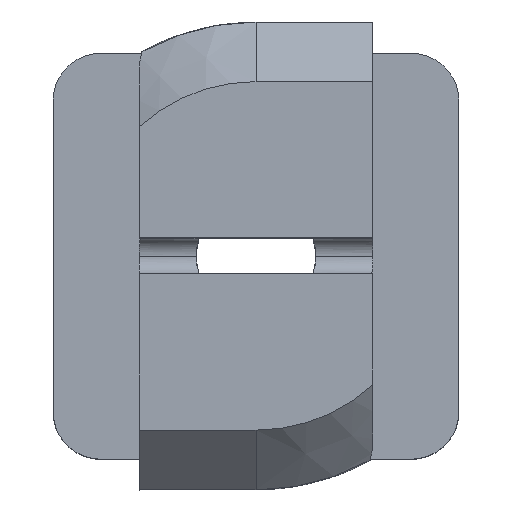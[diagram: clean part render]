
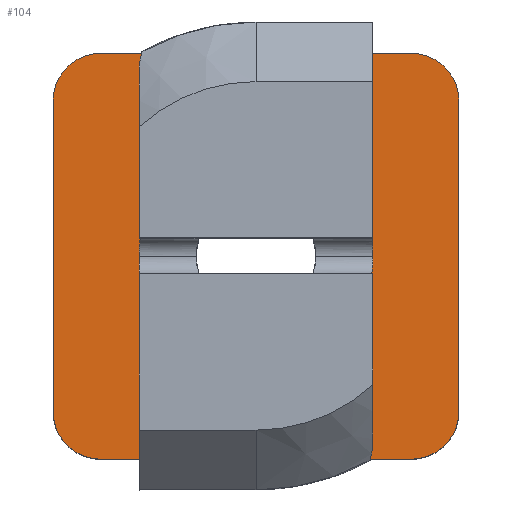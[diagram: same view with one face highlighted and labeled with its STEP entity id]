
A CAD part, top view. The second image highlights one B-rep face of the part: STEP entity #104.
In plain terms, the highlighted planar face has unit normal (0, 0, 1).
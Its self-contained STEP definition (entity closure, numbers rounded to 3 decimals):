
#104=ADVANCED_FACE('',(#271,#272),#273,.F.);
#271=FACE_OUTER_BOUND('',#507,.T.);
#272=FACE_BOUND('',#508,.T.);
#273=PLANE('',#509);
#507=EDGE_LOOP('',(#758,#759,#760,#761,#762,#763,#764,#765));
#508=EDGE_LOOP('',(#766,#767,#768,#769,#770,#771));
#509=AXIS2_PLACEMENT_3D('',#772,#773,#774);
#758=ORIENTED_EDGE('',*,*,#1469,.F.);
#759=ORIENTED_EDGE('',*,*,#1470,.F.);
#760=ORIENTED_EDGE('',*,*,#1471,.F.);
#761=ORIENTED_EDGE('',*,*,#1472,.F.);
#762=ORIENTED_EDGE('',*,*,#1473,.F.);
#763=ORIENTED_EDGE('',*,*,#1474,.F.);
#764=ORIENTED_EDGE('',*,*,#1475,.F.);
#765=ORIENTED_EDGE('',*,*,#1476,.F.);
#766=ORIENTED_EDGE('',*,*,#1477,.F.);
#767=ORIENTED_EDGE('',*,*,#1478,.F.);
#768=ORIENTED_EDGE('',*,*,#1479,.F.);
#769=ORIENTED_EDGE('',*,*,#1480,.F.);
#770=ORIENTED_EDGE('',*,*,#1481,.F.);
#771=ORIENTED_EDGE('',*,*,#1482,.F.);
#772=CARTESIAN_POINT('',(0.0,0.0,0.0));
#773=DIRECTION('',(0.0,0.0,-1.0));
#774=DIRECTION('',(1.0,0.0,0.0));
#1469=EDGE_CURVE('',#1773,#1774,#1775,.T.);
#1470=EDGE_CURVE('',#1776,#1773,#1777,.T.);
#1471=EDGE_CURVE('',#1778,#1776,#1779,.T.);
#1472=EDGE_CURVE('',#1780,#1778,#1781,.T.);
#1473=EDGE_CURVE('',#1782,#1780,#1783,.T.);
#1474=EDGE_CURVE('',#1784,#1782,#1785,.T.);
#1475=EDGE_CURVE('',#1786,#1784,#1787,.T.);
#1476=EDGE_CURVE('',#1774,#1786,#1788,.T.);
#1477=EDGE_CURVE('',#1789,#1790,#1791,.T.);
#1478=EDGE_CURVE('',#1792,#1789,#1793,.T.);
#1479=EDGE_CURVE('',#1794,#1792,#1795,.T.);
#1480=EDGE_CURVE('',#1796,#1794,#1797,.T.);
#1481=EDGE_CURVE('',#1798,#1796,#1799,.T.);
#1482=EDGE_CURVE('',#1790,#1798,#1800,.T.);
#1773=VERTEX_POINT('',#2271);
#1774=VERTEX_POINT('',#2272);
#1775=CIRCLE('',#2273,2.0);
#1776=VERTEX_POINT('',#2274);
#1777=LINE('',#2275,#2276);
#1778=VERTEX_POINT('',#2277);
#1779=CIRCLE('',#2278,2.0);
#1780=VERTEX_POINT('',#2279);
#1781=LINE('',#2280,#2281);
#1782=VERTEX_POINT('',#2282);
#1783=CIRCLE('',#2283,2.0);
#1784=VERTEX_POINT('',#2284);
#1785=LINE('',#2285,#2286);
#1786=VERTEX_POINT('',#2287);
#1787=CIRCLE('',#2288,2.0);
#1788=LINE('',#2289,#2290);
#1789=VERTEX_POINT('',#2291);
#1790=VERTEX_POINT('',#2292);
#1791=LINE('',#2293,#2294);
#1792=VERTEX_POINT('',#2295);
#1793=CIRCLE('',#2296,4.95);
#1794=VERTEX_POINT('',#2297);
#1795=LINE('',#2298,#2299);
#1796=VERTEX_POINT('',#2300);
#1797=LINE('',#2301,#2302);
#1798=VERTEX_POINT('',#2303);
#1799=CIRCLE('',#2304,4.95);
#1800=LINE('',#2305,#2306);
#2271=CARTESIAN_POINT('',(-6.5,-8.5,0.0));
#2272=CARTESIAN_POINT('',(-8.5,-6.5,0.0));
#2273=AXIS2_PLACEMENT_3D('',#2927,#2928,#2929);
#2274=CARTESIAN_POINT('',(6.5,-8.5,0.0));
#2275=CARTESIAN_POINT('',(6.5,-8.5,0.0));
#2276=VECTOR('',#2930,13.0);
#2277=CARTESIAN_POINT('',(8.5,-6.5,0.0));
#2278=AXIS2_PLACEMENT_3D('',#2931,#2932,#2933);
#2279=CARTESIAN_POINT('',(8.5,6.5,0.0));
#2280=CARTESIAN_POINT('',(8.5,6.5,0.0));
#2281=VECTOR('',#2934,13.0);
#2282=CARTESIAN_POINT('',(6.5,8.5,0.0));
#2283=AXIS2_PLACEMENT_3D('',#2935,#2936,#2937);
#2284=CARTESIAN_POINT('',(-6.5,8.5,0.0));
#2285=CARTESIAN_POINT('',(-6.5,8.5,0.0));
#2286=VECTOR('',#2938,13.0);
#2287=CARTESIAN_POINT('',(-8.5,6.5,0.0));
#2288=AXIS2_PLACEMENT_3D('',#2939,#2940,#2941);
#2289=CARTESIAN_POINT('',(-8.5,-6.5,0.0));
#2290=VECTOR('',#2942,13.0);
#2291=CARTESIAN_POINT('',(4.9,-0.05,0.0));
#2292=CARTESIAN_POINT('',(4.9,5.0,0.0));
#2293=CARTESIAN_POINT('',(4.9,-0.05,0.0));
#2294=VECTOR('',#2943,5.05);
#2295=CARTESIAN_POINT('',(-0.05,-5.0,0.0));
#2296=AXIS2_PLACEMENT_3D('',#2944,#2945,#2946);
#2297=CARTESIAN_POINT('',(-4.9,-5.0,0.0));
#2298=CARTESIAN_POINT('',(-4.9,-5.0,0.0));
#2299=VECTOR('',#2947,4.85);
#2300=CARTESIAN_POINT('',(-4.9,0.05,0.0));
#2301=CARTESIAN_POINT('',(-4.9,0.05,0.0));
#2302=VECTOR('',#2948,5.05);
#2303=CARTESIAN_POINT('',(0.05,5.0,0.0));
#2304=AXIS2_PLACEMENT_3D('',#2949,#2950,#2951);
#2305=CARTESIAN_POINT('',(4.9,5.0,0.0));
#2306=VECTOR('',#2952,4.85);
#2927=CARTESIAN_POINT('',(-6.5,-6.5,0.0));
#2928=DIRECTION('',(0.0,0.0,-1.0));
#2929=DIRECTION('',(0.0,-1.0,0.0));
#2930=DIRECTION('',(-1.0,0.0,0.0));
#2931=CARTESIAN_POINT('',(6.5,-6.5,0.0));
#2932=DIRECTION('',(0.0,0.0,-1.0));
#2933=DIRECTION('',(1.0,0.0,0.0));
#2934=DIRECTION('',(0.0,-1.0,0.0));
#2935=CARTESIAN_POINT('',(6.5,6.5,0.0));
#2936=DIRECTION('',(0.0,0.0,-1.0));
#2937=DIRECTION('',(0.0,1.0,0.0));
#2938=DIRECTION('',(1.0,0.0,0.0));
#2939=CARTESIAN_POINT('',(-6.5,6.5,0.0));
#2940=DIRECTION('',(0.0,0.0,-1.0));
#2941=DIRECTION('',(-1.0,0.0,0.0));
#2942=DIRECTION('',(0.0,1.0,0.0));
#2943=DIRECTION('',(0.0,1.0,0.0));
#2944=CARTESIAN_POINT('',(-0.05,-0.05,0.0));
#2945=DIRECTION('',(0.0,0.0,1.0));
#2946=DIRECTION('',(0.0,-1.0,0.0));
#2947=DIRECTION('',(1.0,0.0,0.0));
#2948=DIRECTION('',(0.0,-1.0,0.0));
#2949=CARTESIAN_POINT('',(0.05,0.05,0.0));
#2950=DIRECTION('',(0.0,-0.0,1.0));
#2951=DIRECTION('',(0.0,1.0,0.0));
#2952=DIRECTION('',(-1.0,0.0,0.0));
